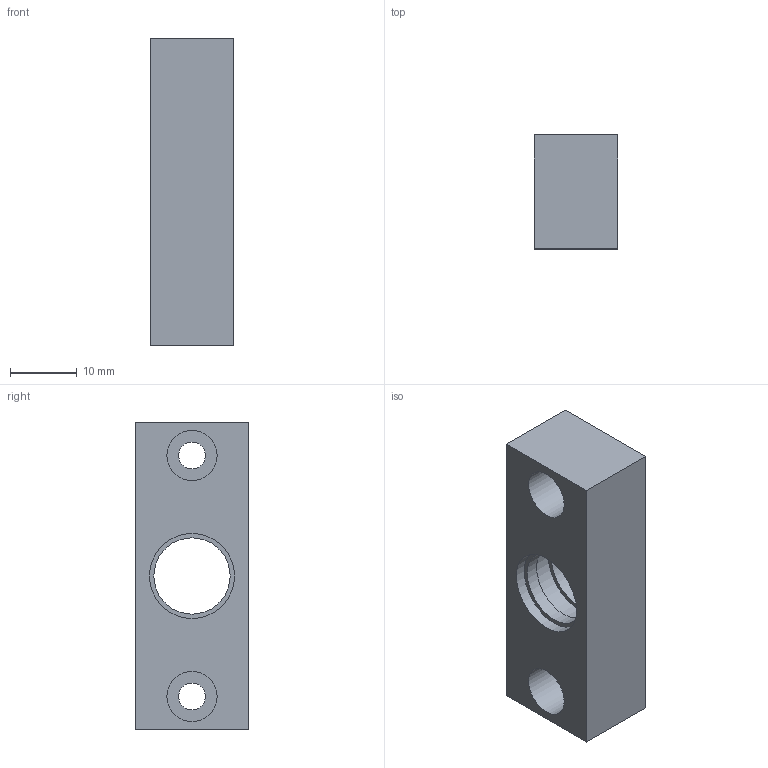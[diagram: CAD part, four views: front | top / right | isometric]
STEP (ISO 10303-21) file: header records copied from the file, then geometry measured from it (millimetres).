
FILE_DESCRIPTION(/* description */ (''),/* implementation_level */ '2;1');
FILE_NAME(/* name */ 'Linsenhalter.step',/* time_stamp */ '2021-08-09T08:58:02+02:00',/* author */ (''),/* organization */ (''),/* preprocessor_version */ 'ST-DEVELOPER v18.1',/* originating_system */ 'Autodesk Translation Framework v10.9.0.1377',/* authorisation */ '');
FILE_SCHEMA (('AUTOMOTIVE_DESIGN { 1 0 10303 214 3 1 1 }'));
Length unit declared in the file: millimetre
Products named in the file (1): Linsenhalter
Bounding box: 12.5 x 17 x 46 mm (x, y, z)
Volume: 7375.2 mm3; surface area: 4258.5 mm2
Topology: 3 solids, 3 shells, 21 faces, 39 edges, 26 vertices
Faces by surface type: plane 12, cylinder 9
Full cylindrical faces by diameter (mm): 4 x2, 7.5 x2, 11.4 x2, 12.7 x3
Entity records: 582 total; most frequent: DIRECTION 101, CARTESIAN_POINT 87, ORIENTED_EDGE 78, AXIS2_PLACEMENT_3D 40, EDGE_CURVE 39, EDGE_LOOP 33, VERTEX_POINT 26, LINE 21
